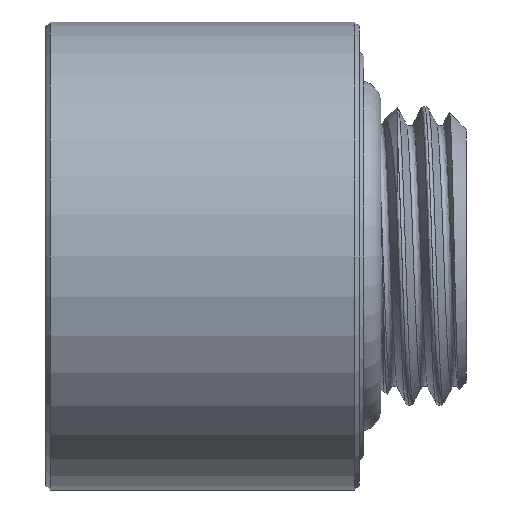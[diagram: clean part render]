
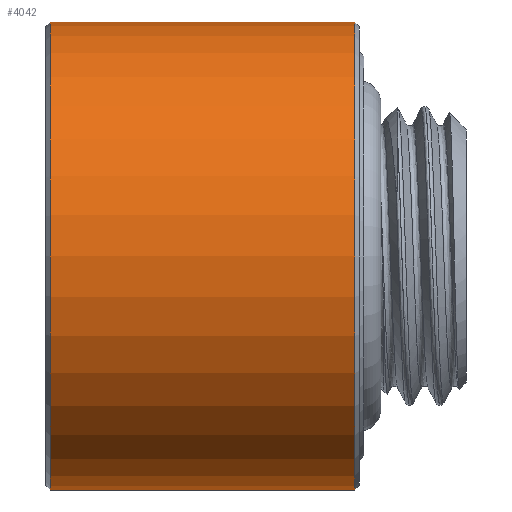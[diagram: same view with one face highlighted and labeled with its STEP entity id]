
A CAD part, left-side view. The second image highlights one B-rep face of the part: STEP entity #4042.
In plain terms, the highlighted cylindrical face has radius 10.3 mm (diameter 20.6 mm), a partial arc.
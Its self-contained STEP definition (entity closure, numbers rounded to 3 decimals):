
#31 = VERTEX_POINT ( 'NONE', #4837 ) ;
#90 = DIRECTION ( 'NONE',  ( 0., 0., -1. ) ) ;
#129 = AXIS2_PLACEMENT_3D ( 'NONE', #864, #1765, #1739 ) ;
#416 = DIRECTION ( 'NONE',  ( 0., -1., 0. ) ) ;
#497 = ORIENTED_EDGE ( 'NONE', *, *, #2482, .T. ) ;
#504 = ORIENTED_EDGE ( 'NONE', *, *, #2483, .F. ) ;
#833 = AXIS2_PLACEMENT_3D ( 'NONE', #4053, #416, #2484 ) ;
#864 = CARTESIAN_POINT ( 'NONE',  ( 0., 13.8, 0. ) ) ;
#1405 = VECTOR ( 'NONE', #1918, 1000. ) ;
#1655 = VERTEX_POINT ( 'NONE', #2769 ) ;
#1691 = DIRECTION ( 'NONE',  ( 0., -1., 0. ) ) ;
#1739 = DIRECTION ( 'NONE',  ( 0., 0., -1. ) ) ;
#1765 = DIRECTION ( 'NONE',  ( 0., -1., 0. ) ) ;
#1812 = CARTESIAN_POINT ( 'NONE',  ( 0., 0.4, -10.3 ) ) ;
#1830 = VECTOR ( 'NONE', #1691, 1000. ) ;
#1918 = DIRECTION ( 'NONE',  ( 0., -1., 0. ) ) ;
#1989 = CARTESIAN_POINT ( 'NONE',  ( 0., 0.4, 10.3 ) ) ;
#2003 = CIRCLE ( 'NONE', #129, 10.3 ) ;
#2034 = CARTESIAN_POINT ( 'NONE',  ( 0., 0., -10.3 ) ) ;
#2109 = CARTESIAN_POINT ( 'NONE',  ( 0., 0.4, 0. ) ) ;
#2132 = CARTESIAN_POINT ( 'NONE',  ( 0., 0., 10.3 ) ) ;
#2164 = EDGE_CURVE ( 'NONE', #31, #4450, #4859, .T. ) ;
#2261 = ORIENTED_EDGE ( 'NONE', *, *, #2578, .F. ) ;
#2312 = EDGE_LOOP ( 'NONE', ( #504, #497, #3772, #2261 ) ) ;
#2482 = EDGE_CURVE ( 'NONE', #1655, #31, #2003, .T. ) ;
#2483 = EDGE_CURVE ( 'NONE', #1655, #4535, #4093, .T. ) ;
#2484 = DIRECTION ( 'NONE',  ( 0., 0., -1. ) ) ;
#2578 = EDGE_CURVE ( 'NONE', #4535, #4450, #4957, .T. ) ;
#2593 = AXIS2_PLACEMENT_3D ( 'NONE', #2109, #3721, #90 ) ;
#2769 = CARTESIAN_POINT ( 'NONE',  ( 0., 13.8, 10.3 ) ) ;
#3721 = DIRECTION ( 'NONE',  ( 0., -1., 0. ) ) ;
#3772 = ORIENTED_EDGE ( 'NONE', *, *, #2164, .T. ) ;
#4042 = ADVANCED_FACE ( 'NONE', ( #4518 ), #4078, .T. ) ;
#4053 = CARTESIAN_POINT ( 'NONE',  ( 0., 0., 0. ) ) ;
#4078 = CYLINDRICAL_SURFACE ( 'NONE', #833, 10.3 ) ;
#4093 = LINE ( 'NONE', #2132, #1830 ) ;
#4450 = VERTEX_POINT ( 'NONE', #1812 ) ;
#4518 = FACE_OUTER_BOUND ( 'NONE', #2312, .T. ) ;
#4535 = VERTEX_POINT ( 'NONE', #1989 ) ;
#4837 = CARTESIAN_POINT ( 'NONE',  ( 0., 13.8, -10.3 ) ) ;
#4859 = LINE ( 'NONE', #2034, #1405 ) ;
#4957 = CIRCLE ( 'NONE', #2593, 10.3 ) ;
